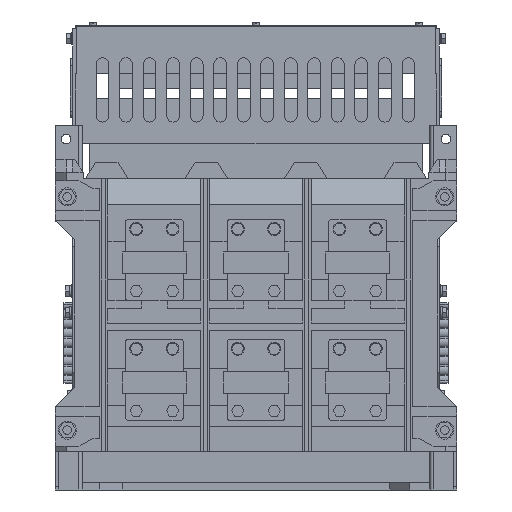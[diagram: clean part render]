
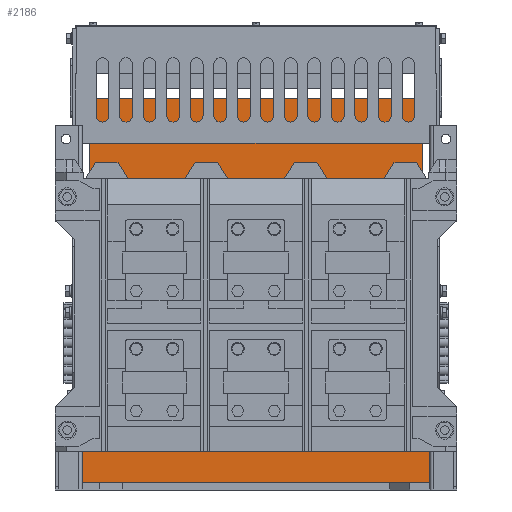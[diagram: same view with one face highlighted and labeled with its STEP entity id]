
A CAD part, front view. The second image highlights one B-rep face of the part: STEP entity #2186.
In plain terms, the highlighted planar face has unit normal (0, -1, 0).
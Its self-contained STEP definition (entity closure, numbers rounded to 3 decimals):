
#2186=ADVANCED_FACE('',(#23516),#23518,.F.);
#23516=FACE_BOUND('',#23517,.T.);
#23517=EDGE_LOOP('',(#41058,#41059,#41060,#41061,#41062,#41063,#41064,#41065,#41066,
#41067,#41068,#41069));
#23518=PLANE('',#23519);
#23519=AXIS2_PLACEMENT_3D('',#23520,#23521,#23522);
#23520=CARTESIAN_POINT('',(0.,-101.5,0.));
#23521=DIRECTION('',(0.,1.,0.));
#23522=DIRECTION('',(-1.,0.,0.));
#41058=ORIENTED_EDGE('',*,*,#52744,.F.);
#41059=ORIENTED_EDGE('',*,*,#52751,.T.);
#41060=ORIENTED_EDGE('',*,*,#53240,.T.);
#41061=ORIENTED_EDGE('',*,*,#53241,.T.);
#41062=ORIENTED_EDGE('',*,*,#53242,.F.);
#41063=ORIENTED_EDGE('',*,*,#53243,.F.);
#41064=ORIENTED_EDGE('',*,*,#53244,.F.);
#41065=ORIENTED_EDGE('',*,*,#53245,.F.);
#41066=ORIENTED_EDGE('',*,*,#53246,.F.);
#41067=ORIENTED_EDGE('',*,*,#53247,.T.);
#41068=ORIENTED_EDGE('',*,*,#53248,.T.);
#41069=ORIENTED_EDGE('',*,*,#52752,.T.);
#52744=EDGE_CURVE('',#59473,#59475,#59476,.T.);
#52751=EDGE_CURVE('',#59473,#59486,#59488,.F.);
#52752=EDGE_CURVE('',#59489,#59475,#59490,.F.);
#53240=EDGE_CURVE('',#59486,#60323,#60324,.F.);
#53241=EDGE_CURVE('',#60323,#60325,#60326,.F.);
#53242=EDGE_CURVE('',#60327,#60325,#60328,.T.);
#53243=EDGE_CURVE('',#60329,#60327,#60330,.T.);
#53244=EDGE_CURVE('',#60331,#60329,#60332,.T.);
#53245=EDGE_CURVE('',#60333,#60331,#60334,.T.);
#53246=EDGE_CURVE('',#60335,#60333,#60336,.T.);
#53247=EDGE_CURVE('',#60335,#60337,#60338,.F.);
#53248=EDGE_CURVE('',#60337,#59489,#60339,.F.);
#59473=VERTEX_POINT('',#70933);
#59475=VERTEX_POINT('',#70937);
#59476=LINE('',#70938,#70939);
#59486=VERTEX_POINT('',#70960);
#59488=LINE('',#70964,#70965);
#59489=VERTEX_POINT('',#70967);
#59490=LINE('',#70968,#70969);
#60323=VERTEX_POINT('',#72930);
#60324=LINE('',#72931,#72932);
#60325=VERTEX_POINT('',#72934);
#60326=LINE('',#72935,#72936);
#60327=VERTEX_POINT('',#72938);
#60328=LINE('',#72939,#72940);
#60329=VERTEX_POINT('',#72942);
#60330=LINE('',#72943,#72944);
#60331=VERTEX_POINT('',#72946);
#60332=LINE('',#72947,#72948);
#60333=VERTEX_POINT('',#72950);
#60334=LINE('',#72951,#72952);
#60335=VERTEX_POINT('',#72954);
#60336=LINE('',#72955,#72956);
#60337=VERTEX_POINT('',#72958);
#60338=LINE('',#72959,#72960);
#60339=LINE('',#72962,#72963);
#70933=CARTESIAN_POINT('',(167.,-101.5,-427.));
#70937=CARTESIAN_POINT('',(-167.,-101.5,-427.));
#70938=CARTESIAN_POINT('',(167.,-101.5,-427.));
#70939=VECTOR('',#70940,1.);
#70940=DIRECTION('',(-1.,0.,0.));
#70960=CARTESIAN_POINT('',(167.,-101.5,-348.));
#70964=CARTESIAN_POINT('',(167.,-101.5,-348.));
#70965=VECTOR('',#70966,1.);
#70966=DIRECTION('',(0.,0.,-1.));
#70967=CARTESIAN_POINT('',(-167.,-101.5,-348.));
#70968=CARTESIAN_POINT('',(-167.,-101.5,-427.));
#70969=VECTOR('',#70970,1.);
#70970=DIRECTION('',(0.,0.,1.));
#72930=CARTESIAN_POINT('',(145.,-101.5,-348.));
#72931=CARTESIAN_POINT('',(145.,-101.5,-348.));
#72932=VECTOR('',#72933,1.);
#72933=DIRECTION('',(1.,0.,0.));
#72934=CARTESIAN_POINT('',(145.,-101.5,-156.));
#72935=CARTESIAN_POINT('',(145.,-101.5,-156.));
#72936=VECTOR('',#72937,1.);
#72937=DIRECTION('',(0.,0.,-1.));
#72938=CARTESIAN_POINT('',(155.5,-101.5,-156.));
#72939=CARTESIAN_POINT('',(155.5,-101.5,-156.));
#72940=VECTOR('',#72941,1.);
#72941=DIRECTION('',(-1.,0.,0.));
#72942=CARTESIAN_POINT('',(155.5,-101.5,-68.));
#72943=CARTESIAN_POINT('',(155.5,-101.5,-68.));
#72944=VECTOR('',#72945,1.);
#72945=DIRECTION('',(0.,0.,-1.));
#72946=CARTESIAN_POINT('',(-155.5,-101.5,-68.));
#72947=CARTESIAN_POINT('',(-155.5,-101.5,-68.));
#72948=VECTOR('',#72949,1.);
#72949=DIRECTION('',(1.,0.,0.));
#72950=CARTESIAN_POINT('',(-155.5,-101.5,-156.));
#72951=CARTESIAN_POINT('',(-155.5,-101.5,-156.));
#72952=VECTOR('',#72953,1.);
#72953=DIRECTION('',(0.,0.,1.));
#72954=CARTESIAN_POINT('',(-145.,-101.5,-156.));
#72955=CARTESIAN_POINT('',(-145.,-101.5,-156.));
#72956=VECTOR('',#72957,1.);
#72957=DIRECTION('',(-1.,0.,0.));
#72958=CARTESIAN_POINT('',(-145.,-101.5,-348.));
#72959=CARTESIAN_POINT('',(-145.,-101.5,-348.));
#72960=VECTOR('',#72961,1.);
#72961=DIRECTION('',(0.,0.,1.));
#72962=CARTESIAN_POINT('',(-167.,-101.5,-348.));
#72963=VECTOR('',#72964,1.);
#72964=DIRECTION('',(1.,0.,0.));
